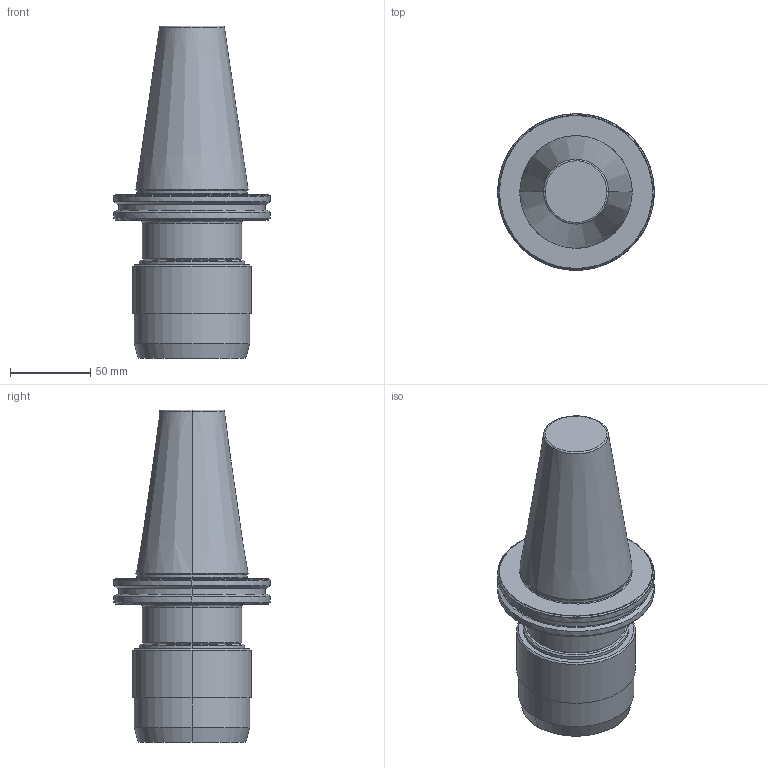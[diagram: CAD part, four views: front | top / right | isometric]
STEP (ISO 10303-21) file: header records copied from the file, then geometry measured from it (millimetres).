
FILE_DESCRIPTION (( 'STEP AP203' ), '1' );
FILE_NAME ('SK 50 C32 105 AD-6.3G15000 SL.STEP', '2019-05-04T03:59:26', ( '' ), ( '' ), 'SwSTEP 2.0', 'SolidWorks 2014', '' );
FILE_SCHEMA (( 'CONFIG_CONTROL_DESIGN' ));
Length unit declared in the file: millimetre
Products named in the file (1): SK 50 C32 105 AD-6.3G15000 SL
Bounding box: 97.5 x 97.5 x 206.75 mm (x, y, z)
Volume: 699564.4 mm3; surface area: 57223.5 mm2
Topology: 1 solids, 1 shells, 79 faces, 182 edges, 112 vertices
Faces by surface type: cone 20, bspline 18, cylinder 16, torus 16, plane 9
Entity records: 3421 total; most frequent: CARTESIAN_POINT 1602, DIRECTION 380, ORIENTED_EDGE 364, EDGE_CURVE 182, AXIS2_PLACEMENT_3D 172, VERTEX_POINT 112, CIRCLE 110, EDGE_LOOP 86
